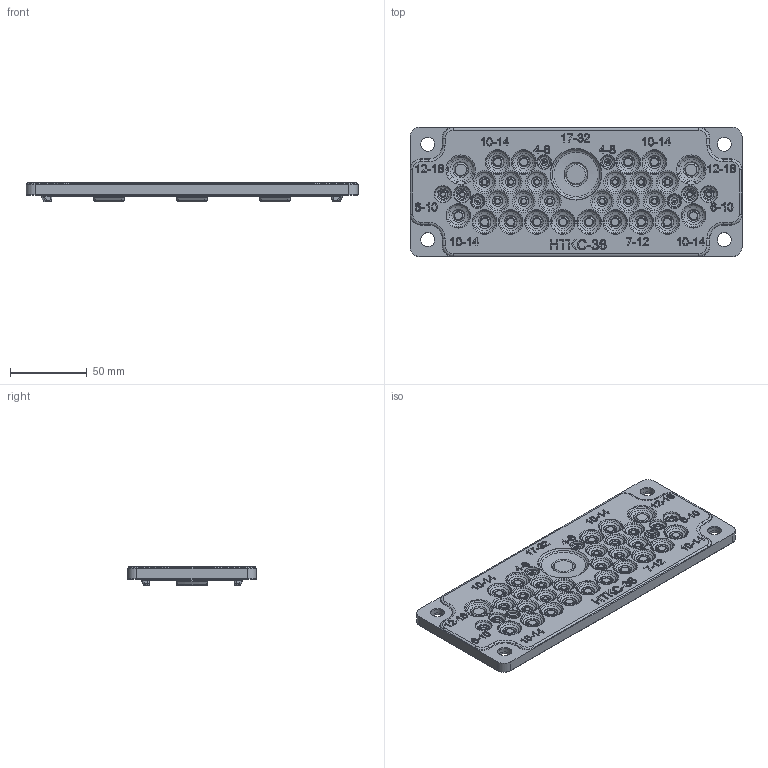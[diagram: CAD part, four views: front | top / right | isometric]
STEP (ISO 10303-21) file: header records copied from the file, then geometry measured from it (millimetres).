
FILE_DESCRIPTION( ( 'STEP AP214' ), '1' );
FILE_NAME( ' ', ' ', ( ' ' ), ( ' ' ), 'PSStep 11.0', ' ', ' ' );
FILE_SCHEMA( ( 'AUTOMOTIVE_DESIGN { 1 0 10303 214 1 1 1 1 }' ) );
Length unit declared in the file: millimetre
Products named in the file (1): @2396
Bounding box: 216 x 84 x 12.8 mm (x, y, z)
Volume: 74900.7 mm3; surface area: 70958.6 mm2
Topology: 1 solids, 2 shells, 1511 faces, 3331 edges, 1958 vertices
Faces by surface type: plane 545, cone 355, torus 292, cylinder 176, extrusion 91, sphere 36, bspline 16
Full cylindrical faces by diameter (mm): 3 x8, 4 x8, 9.2 x4, 10 x4
Entity records: 54269 total; most frequent: CARTESIAN_POINT 12552, DIRECTION 5827, ORIENTED_EDGE 5334, EDGE_CURVE 2667, AXIS2_PLACEMENT_3D 2480, EDGE_LOOP 2356, VERTEX_POINT 1955, FACE_OUTER_BOUND 1816
